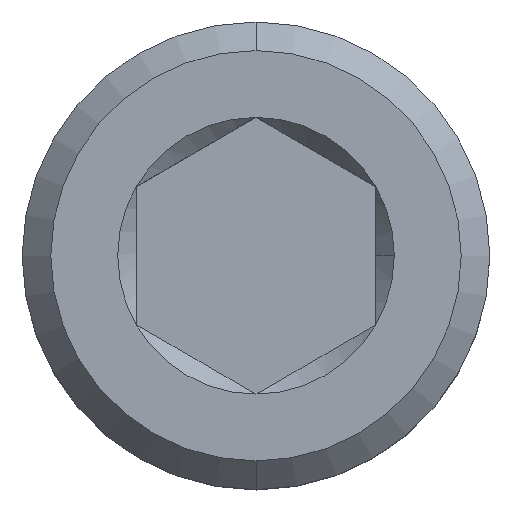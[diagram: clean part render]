
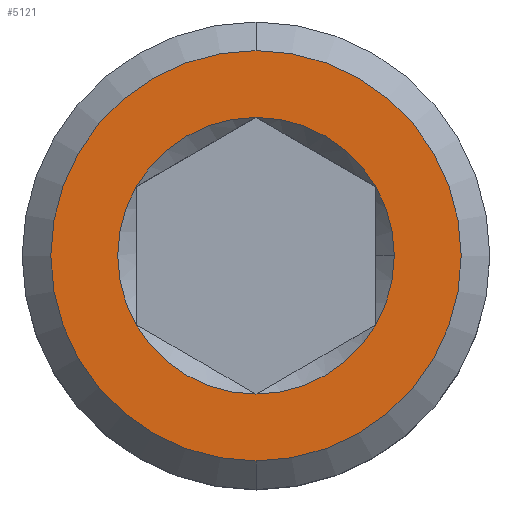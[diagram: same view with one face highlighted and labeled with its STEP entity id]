
A CAD part, top view. The second image highlights one B-rep face of the part: STEP entity #5121.
In plain terms, the highlighted planar face has unit normal (0, 0, 1).
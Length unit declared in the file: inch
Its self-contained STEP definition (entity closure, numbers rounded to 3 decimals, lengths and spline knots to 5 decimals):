
#63 = CARTESIAN_POINT ( 'NONE',  ( 0., 0.05413, 0.3685 ) ) ;
#79 = DIRECTION ( 'NONE',  ( 1., 0., 0. ) ) ;
#164 = VERTEX_POINT ( 'NONE', #4307 ) ;
#214 = DIRECTION ( 'NONE',  ( 0., 0., 1. ) ) ;
#281 = AXIS2_PLACEMENT_3D ( 'NONE', #5362, #5854, #964 ) ;
#284 = CIRCLE ( 'NONE', #3504, 0.05413 ) ;
#295 = CARTESIAN_POINT ( 'NONE',  ( 0., 0.0803, 0.3685 ) ) ;
#533 = AXIS2_PLACEMENT_3D ( 'NONE', #597, #3077, #618 ) ;
#591 = CIRCLE ( 'NONE', #4794, 0.05413 ) ;
#597 = CARTESIAN_POINT ( 'NONE',  ( 0., 0., 0.3685 ) ) ;
#618 = DIRECTION ( 'NONE',  ( 0., 1., 0. ) ) ;
#680 = EDGE_CURVE ( 'NONE', #1097, #4230, #3600, .T. ) ;
#733 = CARTESIAN_POINT ( 'NONE',  ( 0., 0., 0.3685 ) ) ;
#739 = DIRECTION ( 'NONE',  ( 1., 0., 0. ) ) ;
#799 = DIRECTION ( 'NONE',  ( 1., 0., 0. ) ) ;
#815 = FACE_BOUND ( 'NONE', #1196, .T. ) ;
#826 = ORIENTED_EDGE ( 'NONE', *, *, #6078, .F. ) ;
#883 = CARTESIAN_POINT ( 'NONE',  ( 0., -0.0803, 0.3685 ) ) ;
#957 = ORIENTED_EDGE ( 'NONE', *, *, #2167, .F. ) ;
#964 = DIRECTION ( 'NONE',  ( 1., 0., 0. ) ) ;
#966 = CIRCLE ( 'NONE', #6095, 0.05413 ) ;
#1010 = EDGE_CURVE ( 'NONE', #164, #1097, #2213, .T. ) ;
#1039 = CARTESIAN_POINT ( 'NONE',  ( 0., 0., 0.3685 ) ) ;
#1043 = VERTEX_POINT ( 'NONE', #883 ) ;
#1097 = VERTEX_POINT ( 'NONE', #63 ) ;
#1183 = EDGE_CURVE ( 'NONE', #3931, #1766, #591, .T. ) ;
#1196 = EDGE_LOOP ( 'NONE', ( #5796, #957, #2261, #5793, #3332, #1324, #5284 ) ) ;
#1235 = DIRECTION ( 'NONE',  ( 0., 0., 1. ) ) ;
#1324 = ORIENTED_EDGE ( 'NONE', *, *, #2747, .F. ) ;
#1453 = DIRECTION ( 'NONE',  ( 0., 0., 1. ) ) ;
#1570 = DIRECTION ( 'NONE',  ( 0., 1., 0. ) ) ;
#1666 = CARTESIAN_POINT ( 'NONE',  ( -0.04688, -0.02706, 0.3685 ) ) ;
#1766 = VERTEX_POINT ( 'NONE', #3067 ) ;
#1826 = CARTESIAN_POINT ( 'NONE',  ( -0.04688, 0.02706, 0.3685 ) ) ;
#1927 = ORIENTED_EDGE ( 'NONE', *, *, #4213, .F. ) ;
#2157 = CARTESIAN_POINT ( 'NONE',  ( 0., 0., 0.3685 ) ) ;
#2167 = EDGE_CURVE ( 'NONE', #2946, #3931, #3201, .T. ) ;
#2213 = CIRCLE ( 'NONE', #281, 0.05413 ) ;
#2261 = ORIENTED_EDGE ( 'NONE', *, *, #5047, .F. ) ;
#2742 = DIRECTION ( 'NONE',  ( 1., 0., 0. ) ) ;
#2747 = EDGE_CURVE ( 'NONE', #5396, #164, #966, .T. ) ;
#2781 = CARTESIAN_POINT ( 'NONE',  ( 0., 0., 0.3685 ) ) ;
#2946 = VERTEX_POINT ( 'NONE', #1666 ) ;
#2964 = CIRCLE ( 'NONE', #6106, 0.0803 ) ;
#3050 = DIRECTION ( 'NONE',  ( 0., 0., 1. ) ) ;
#3067 = CARTESIAN_POINT ( 'NONE',  ( 0.04688, -0.02706, 0.3685 ) ) ;
#3077 = DIRECTION ( 'NONE',  ( 0., 0., -1. ) ) ;
#3132 = FACE_OUTER_BOUND ( 'NONE', #4249, .T. ) ;
#3186 = PLANE ( 'NONE',  #4155 ) ;
#3187 = CARTESIAN_POINT ( 'NONE',  ( 0.05413, 0., 0.3685 ) ) ;
#3201 = CIRCLE ( 'NONE', #5758, 0.05413 ) ;
#3212 = CARTESIAN_POINT ( 'NONE',  ( 0., 0., 0.3685 ) ) ;
#3332 = ORIENTED_EDGE ( 'NONE', *, *, #1010, .F. ) ;
#3504 = AXIS2_PLACEMENT_3D ( 'NONE', #6146, #3693, #2742 ) ;
#3582 = AXIS2_PLACEMENT_3D ( 'NONE', #4922, #4455, #79 ) ;
#3600 = CIRCLE ( 'NONE', #3582, 0.05413 ) ;
#3693 = DIRECTION ( 'NONE',  ( 0., 0., 1. ) ) ;
#3931 = VERTEX_POINT ( 'NONE', #5719 ) ;
#4155 = AXIS2_PLACEMENT_3D ( 'NONE', #733, #1235, #5683 ) ;
#4213 = EDGE_CURVE ( 'NONE', #4392, #1043, #2964, .T. ) ;
#4230 = VERTEX_POINT ( 'NONE', #1826 ) ;
#4249 = EDGE_LOOP ( 'NONE', ( #1927, #826 ) ) ;
#4307 = CARTESIAN_POINT ( 'NONE',  ( 0.04688, 0.02706, 0.3685 ) ) ;
#4392 = VERTEX_POINT ( 'NONE', #295 ) ;
#4452 = AXIS2_PLACEMENT_3D ( 'NONE', #2781, #6208, #799 ) ;
#4455 = DIRECTION ( 'NONE',  ( 0., 0., 1. ) ) ;
#4794 = AXIS2_PLACEMENT_3D ( 'NONE', #1039, #1453, #5856 ) ;
#4922 = CARTESIAN_POINT ( 'NONE',  ( 0., 0., 0.3685 ) ) ;
#4932 = DIRECTION ( 'NONE',  ( 0., 0., -1. ) ) ;
#5047 = EDGE_CURVE ( 'NONE', #4230, #2946, #284, .T. ) ;
#5121 = ADVANCED_FACE ( 'NONE', ( #815, #3132 ), #3186, .T. ) ;
#5284 = ORIENTED_EDGE ( 'NONE', *, *, #5715, .F. ) ;
#5362 = CARTESIAN_POINT ( 'NONE',  ( 0., 0., 0.3685 ) ) ;
#5396 = VERTEX_POINT ( 'NONE', #3187 ) ;
#5472 = CARTESIAN_POINT ( 'NONE',  ( 0., 0., 0.3685 ) ) ;
#5555 = DIRECTION ( 'NONE',  ( 1., 0., 0. ) ) ;
#5683 = DIRECTION ( 'NONE',  ( 0., -1., 0. ) ) ;
#5715 = EDGE_CURVE ( 'NONE', #1766, #5396, #6349, .T. ) ;
#5719 = CARTESIAN_POINT ( 'NONE',  ( 0., -0.05413, 0.3685 ) ) ;
#5758 = AXIS2_PLACEMENT_3D ( 'NONE', #3212, #214, #739 ) ;
#5793 = ORIENTED_EDGE ( 'NONE', *, *, #680, .F. ) ;
#5796 = ORIENTED_EDGE ( 'NONE', *, *, #1183, .F. ) ;
#5854 = DIRECTION ( 'NONE',  ( 0., 0., 1. ) ) ;
#5856 = DIRECTION ( 'NONE',  ( 1., 0., 0. ) ) ;
#6078 = EDGE_CURVE ( 'NONE', #1043, #4392, #6124, .T. ) ;
#6095 = AXIS2_PLACEMENT_3D ( 'NONE', #2157, #3050, #5555 ) ;
#6106 = AXIS2_PLACEMENT_3D ( 'NONE', #5472, #4932, #1570 ) ;
#6124 = CIRCLE ( 'NONE', #533, 0.0803 ) ;
#6146 = CARTESIAN_POINT ( 'NONE',  ( 0., 0., 0.3685 ) ) ;
#6208 = DIRECTION ( 'NONE',  ( 0., 0., 1. ) ) ;
#6349 = CIRCLE ( 'NONE', #4452, 0.05413 ) ;
